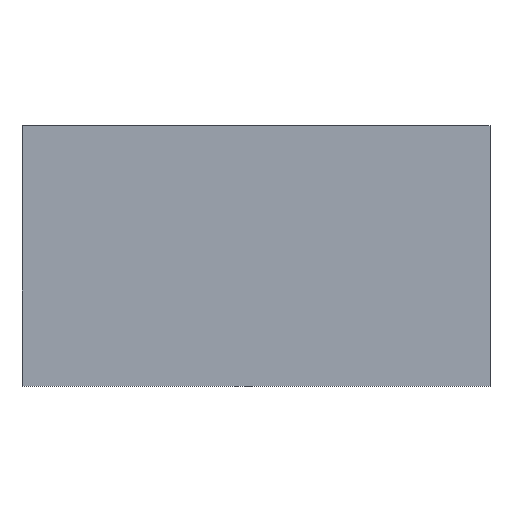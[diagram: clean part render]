
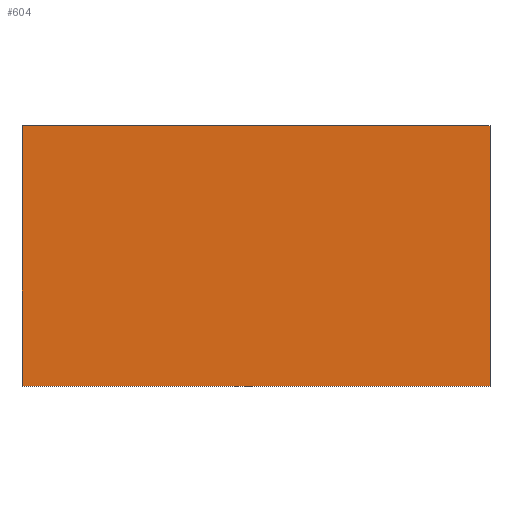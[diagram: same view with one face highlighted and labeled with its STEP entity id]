
A CAD part, top view. The second image highlights one B-rep face of the part: STEP entity #604.
In plain terms, the highlighted planar face has unit normal (0, 0, 1).
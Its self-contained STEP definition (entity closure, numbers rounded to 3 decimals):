
#38=FACE_OUTER_BOUND('',#68,.T.);
#68=EDGE_LOOP('',(#519,#520,#521,#522));
#129=LINE('',#912,#213);
#149=LINE('',#952,#233);
#152=LINE('',#958,#236);
#153=LINE('',#959,#237);
#213=VECTOR('',#731,10.);
#233=VECTOR('',#777,10.);
#236=VECTOR('',#782,10.);
#237=VECTOR('',#783,10.);
#287=VERTEX_POINT('',#909);
#288=VERTEX_POINT('',#911);
#295=VERTEX_POINT('',#951);
#297=VERTEX_POINT('',#957);
#353=EDGE_CURVE('',#287,#288,#129,.T.);
#373=EDGE_CURVE('',#295,#287,#149,.T.);
#376=EDGE_CURVE('',#297,#288,#152,.T.);
#377=EDGE_CURVE('',#295,#297,#153,.T.);
#519=ORIENTED_EDGE('',*,*,#376,.T.);
#520=ORIENTED_EDGE('',*,*,#353,.F.);
#521=ORIENTED_EDGE('',*,*,#373,.F.);
#522=ORIENTED_EDGE('',*,*,#377,.T.);
#574=PLANE('',#648);
#604=ADVANCED_FACE('',(#38),#574,.T.);
#648=AXIS2_PLACEMENT_3D('',#956,#780,#781);
#731=DIRECTION('',(1.,0.,0.));
#777=DIRECTION('',(0.,1.,0.));
#780=DIRECTION('center_axis',(0.,0.,1.));
#781=DIRECTION('ref_axis',(1.,0.,0.));
#782=DIRECTION('',(0.,1.,0.));
#783=DIRECTION('',(1.,0.,0.));
#909=CARTESIAN_POINT('',(-48.,54.,15.));
#911=CARTESIAN_POINT('',(49.,54.,15.));
#912=CARTESIAN_POINT('',(-48.,54.,15.));
#951=CARTESIAN_POINT('',(-48.,0.,15.));
#952=CARTESIAN_POINT('',(-48.,0.,15.));
#956=CARTESIAN_POINT('Origin',(-48.,0.,15.));
#957=CARTESIAN_POINT('',(49.,0.,15.));
#958=CARTESIAN_POINT('',(49.,0.,15.));
#959=CARTESIAN_POINT('',(-48.,0.,15.));
